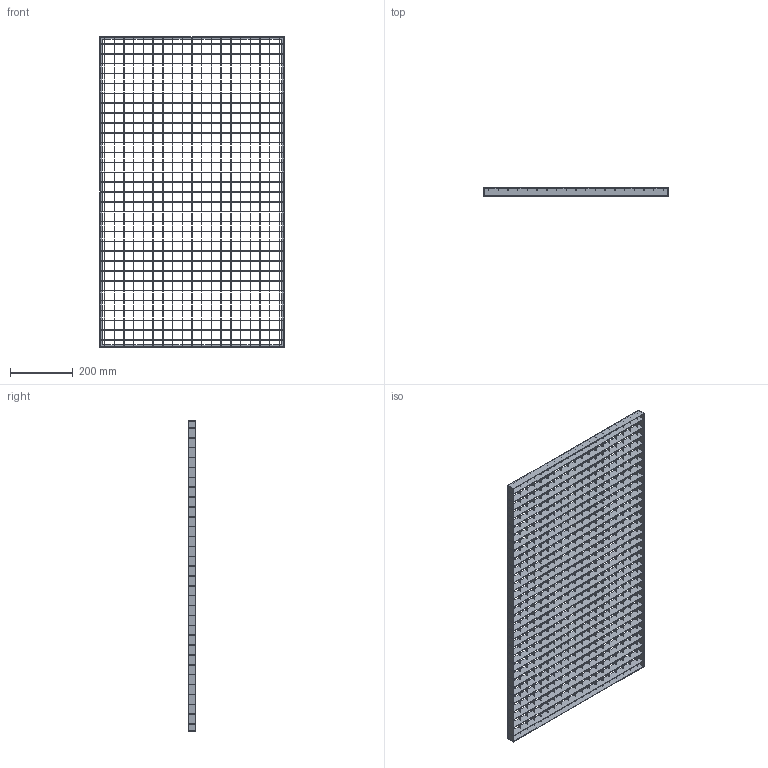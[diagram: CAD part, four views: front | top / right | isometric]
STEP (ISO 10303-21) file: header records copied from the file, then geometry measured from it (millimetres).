
FILE_DESCRIPTION (( 'STEP AP203' ), '1' );
FILE_NAME ('23-59993025-7.step', '2015-08-26T23:10:42', ( '' ), ( '' ), 'SwSTEP 2.0', 'SolidWorks 2015', '' );
FILE_SCHEMA (( 'CONFIG_CONTROL_DESIGN' ));
Length unit declared in the file: millimetre
Products named in the file (1): 23-59993025-7
Bounding box: 590 x 25 x 990 mm (x, y, z)
Volume: 1053198 mm3; surface area: 1544604 mm2
Topology: 1 solids, 1 shells, 2168 faces, 8312 edges, 5536 vertices
Faces by surface type: plane 2168
Entity records: 88030 total; most frequent: ORIENTED_EDGE 16624, CARTESIAN_POINT 16032, DIRECTION 12645, EDGE_CURVE 8312, VECTOR 8307, LINE 8307, VERTEX_POINT 5536, EDGE_LOOP 2838
